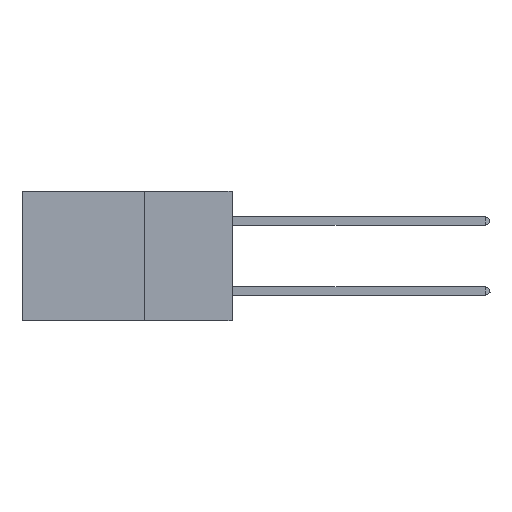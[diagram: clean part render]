
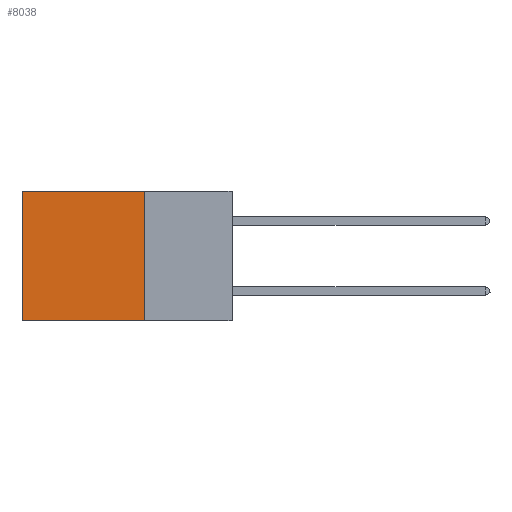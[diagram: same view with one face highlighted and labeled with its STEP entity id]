
A CAD part, left-side view. The second image highlights one B-rep face of the part: STEP entity #8038.
In plain terms, the highlighted planar face has unit normal (-1, 0, 0).
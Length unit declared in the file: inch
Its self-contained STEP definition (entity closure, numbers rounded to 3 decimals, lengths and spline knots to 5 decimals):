
#1927 = DIRECTION ( 'NONE',  ( 0., 0., -1. ) ) ;
#3945 = CARTESIAN_POINT ( 'NONE',  ( 0.2875, 0.25, 0. ) ) ;
#4064 = ORIENTED_EDGE ( 'NONE', *, *, #19184, .T. ) ;
#4109 = VERTEX_POINT ( 'NONE', #27251 ) ;
#4209 = CARTESIAN_POINT ( 'NONE',  ( 0.2875, 0.25, -0.37 ) ) ;
#4212 = CARTESIAN_POINT ( 'NONE',  ( 0.2875, 0.25, 0. ) ) ;
#5235 = VERTEX_POINT ( 'NONE', #21603 ) ;
#5452 = AXIS2_PLACEMENT_3D ( 'NONE', #4212, #23498, #11476 ) ;
#6613 = LINE ( 'NONE', #21882, #29073 ) ;
#8038 = ADVANCED_FACE ( 'NONE', ( #19107 ), #28260, .F. ) ;
#8529 = CARTESIAN_POINT ( 'NONE',  ( 0.2875, 0.6, 0. ) ) ;
#8709 = LINE ( 'NONE', #8529, #20156 ) ;
#9547 = LINE ( 'NONE', #4209, #17536 ) ;
#9810 = CARTESIAN_POINT ( 'NONE',  ( 0.2875, 0.25, 0. ) ) ;
#11010 = LINE ( 'NONE', #9810, #25863 ) ;
#11476 = DIRECTION ( 'NONE',  ( 0., 0., -1. ) ) ;
#13044 = CARTESIAN_POINT ( 'NONE',  ( 0.2875, 0.25, -0.37 ) ) ;
#16171 = ORIENTED_EDGE ( 'NONE', *, *, #16785, .F. ) ;
#16319 = EDGE_LOOP ( 'NONE', ( #22009, #19626, #16171, #4064 ) ) ;
#16785 = EDGE_CURVE ( 'NONE', #26894, #22292, #11010, .T. ) ;
#17536 = VECTOR ( 'NONE', #30813, 39.37008 ) ;
#19107 = FACE_OUTER_BOUND ( 'NONE', #16319, .T. ) ;
#19184 = EDGE_CURVE ( 'NONE', #26894, #4109, #6613, .T. ) ;
#19626 = ORIENTED_EDGE ( 'NONE', *, *, #29257, .F. ) ;
#19767 = DIRECTION ( 'NONE',  ( 0., 1., 0. ) ) ;
#20156 = VECTOR ( 'NONE', #1927, 39.37008 ) ;
#21603 = CARTESIAN_POINT ( 'NONE',  ( 0.2875, 0.6, -0.37 ) ) ;
#21882 = CARTESIAN_POINT ( 'NONE',  ( 0.2875, 0.25, 0. ) ) ;
#22009 = ORIENTED_EDGE ( 'NONE', *, *, #24281, .T. ) ;
#22292 = VERTEX_POINT ( 'NONE', #13044 ) ;
#23498 = DIRECTION ( 'NONE',  ( 1., 0., 0. ) ) ;
#24281 = EDGE_CURVE ( 'NONE', #4109, #5235, #8709, .T. ) ;
#25863 = VECTOR ( 'NONE', #31481, 39.37008 ) ;
#26894 = VERTEX_POINT ( 'NONE', #3945 ) ;
#27251 = CARTESIAN_POINT ( 'NONE',  ( 0.2875, 0.6, 0. ) ) ;
#28260 = PLANE ( 'NONE',  #5452 ) ;
#29073 = VECTOR ( 'NONE', #19767, 39.37008 ) ;
#29257 = EDGE_CURVE ( 'NONE', #22292, #5235, #9547, .T. ) ;
#30813 = DIRECTION ( 'NONE',  ( 0., 1., 0. ) ) ;
#31481 = DIRECTION ( 'NONE',  ( 0., 0., -1. ) ) ;
